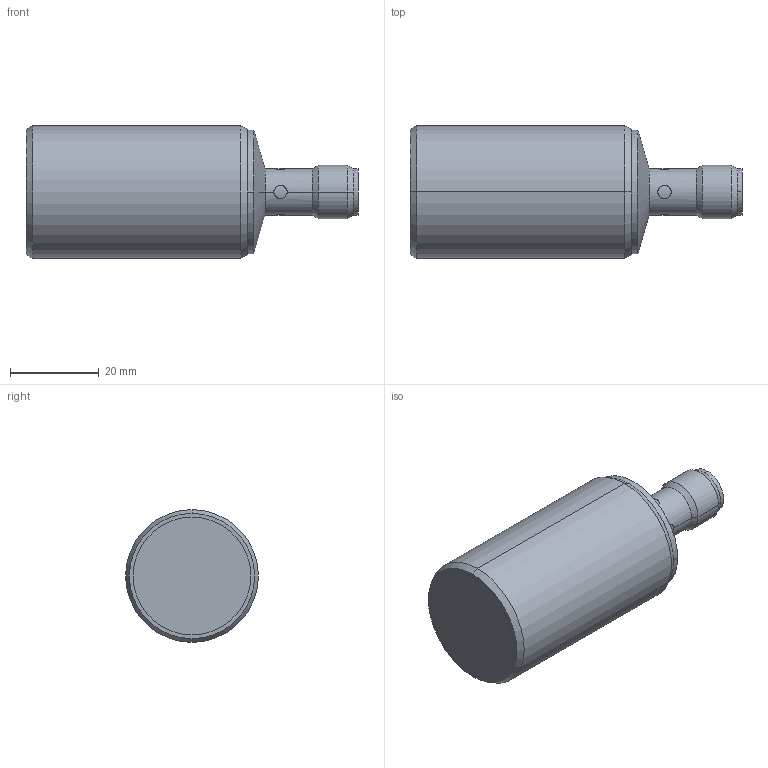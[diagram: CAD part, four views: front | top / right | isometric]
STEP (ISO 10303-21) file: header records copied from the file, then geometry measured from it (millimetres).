
FILE_DESCRIPTION((''),'2;1');
FILE_NAME('LONG_FLUSH_PLUG_ASM','2018-05-23T',('Eric.Zhang'),(''),'PRO/ENGINEER BY PARAMETRIC TECHNOLOGY CORPORATION, 2007450','PRO/ENGINEER BY PARAMETRIC TECHNOLOGY CORPORATION, 2007450','');
FILE_SCHEMA(('AUTOMOTIVE_DESIGN_CC2 { 1 2 10303 214 -1 1 5 2 }'));
Length unit declared in the file: millimetre
Products named in the file (9): 84-116; 1402163; 84-110; 44-044; 31828; LONG_FLUSH_PLUG_PCB; 88-024; COMPOUND_LFP; LONG_FLUSH_PLUG_ASM
Assembly tree (8 placements, depth 2):
  LONG_FLUSH_PLUG_ASM
    84-116
    1402163
    84-110
    44-044
    31828
    LONG_FLUSH_PLUG_PCB
    88-024
    COMPOUND_LFP
Bounding box: 75 x 30 x 30 mm (x, y, z)
Volume: 38762 mm3; surface area: 33630.8 mm2
Topology: 12 solids, 12 shells, 656 faces, 1653 edges, 1041 vertices
Faces by surface type: cylinder 348, plane 146, cone 64, torus 58, bspline 24, sphere 16
Entity records: 36576 total; most frequent: CARTESIAN_POINT 18350, ORIENTED_EDGE 3290, DIRECTION 3176, EDGE_CURVE 1645, AXIS2_PLACEMENT_3D 1274, VERTEX_POINT 1041, PRESENTATION_STYLE_ASSIGNMENT 859, STYLED_ITEM 859
